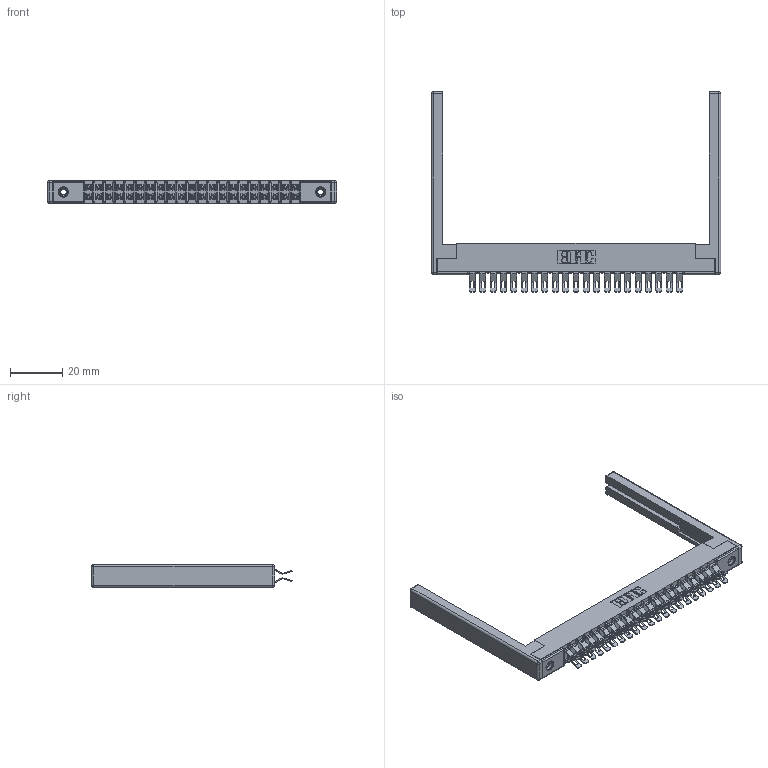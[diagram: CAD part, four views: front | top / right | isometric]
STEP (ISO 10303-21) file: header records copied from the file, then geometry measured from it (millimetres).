
FILE_DESCRIPTION (( 'STEP AP203' ), '1' );
FILE_NAME ('357-042-455-268.STEP', '2020-10-03T22:43:22', ( '' ), ( '' ), 'SwSTEP 2.0', 'SolidWorks 2020', '' );
FILE_SCHEMA (( 'CONFIG_CONTROL_DESIGN' ));
Length unit declared in the file: inch
Products named in the file (5): 345-250-001_345-250-001-102; 307-220-068; 307 Part_.156 Dia Mounting Holes; 357-042-455-268; 307-290-001_555
Assembly tree (47 placements, depth 2):
  357-042-455-268
    307 Part_.156 Dia Mounting Holes
    307-290-001_555  x42
    307-220-068  x2
    345-250-001_345-250-001-102  x2
Bounding box: 110.64 x 76.71 x 8.71 mm (x, y, z)
Volume: 11923.9 mm3; surface area: 17686.8 mm2
Topology: 47 solids, 47 shells, 2856 faces, 8315 edges, 5406 vertices
Faces by surface type: plane 1586, cylinder 1202, sphere 52, cone 12, torus 4
Entity records: 24560 total; most frequent: CARTESIAN_POINT 4006, ORIENTED_EDGE 3962, DIRECTION 3955, EDGE_CURVE 1981, VECTOR 1497, LINE 1497, VERTEX_POINT 1280, AXIS2_PLACEMENT_3D 1229
